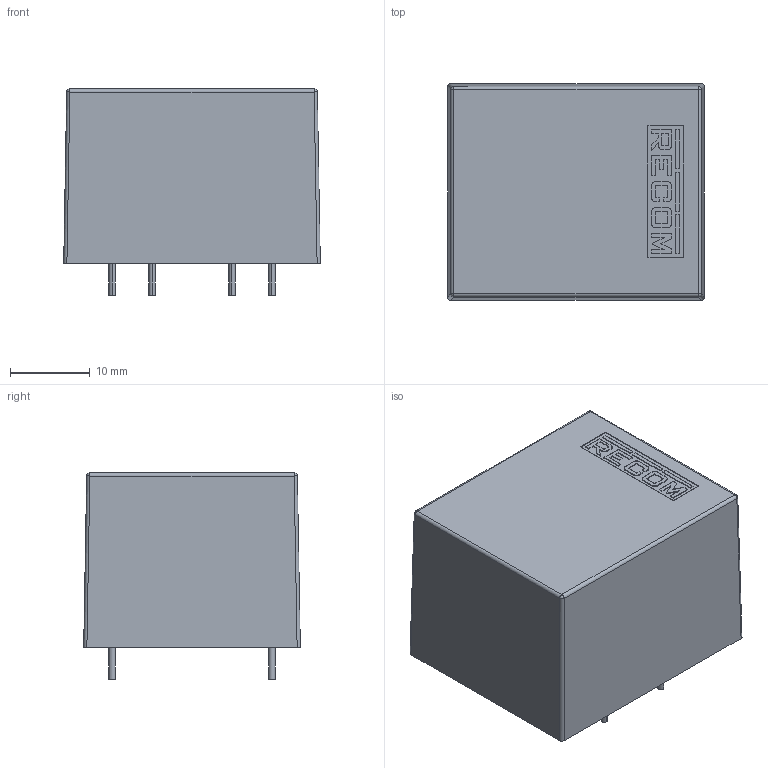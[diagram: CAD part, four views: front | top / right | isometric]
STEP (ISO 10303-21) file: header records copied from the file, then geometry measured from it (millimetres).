
FILE_DESCRIPTION (( 'STEP AP214' ), '1' );
FILE_NAME ('RAC05E-KT_3D_20201022.stp', '2021-05-04T12:33:59', ( '' ), ( '' ), 'SwSTEP 2.0', 'SolidWorks 2019', '' );
FILE_SCHEMA (( 'AUTOMOTIVE_DESIGN' ));
Length unit declared in the file: millimetre
Products named in the file (1): RAC05E-KT_3D_20201022
Bounding box: 32.1 x 27.1 x 25.8 mm (x, y, z)
Volume: 3428.3 mm3; surface area: 8330.3 mm2
Topology: 6 solids, 6 shells, 232 faces, 580 edges, 380 vertices
Faces by surface type: plane 167, cylinder 53, cone 8, sphere 4
Entity records: 9665 total; most frequent: CARTESIAN_POINT 1395, ORIENTED_EDGE 1160, DIRECTION 1132, EDGE_CURVE 580, VECTOR 466, LINE 466, VERTEX_POINT 380, AXIS2_PLACEMENT_3D 333
